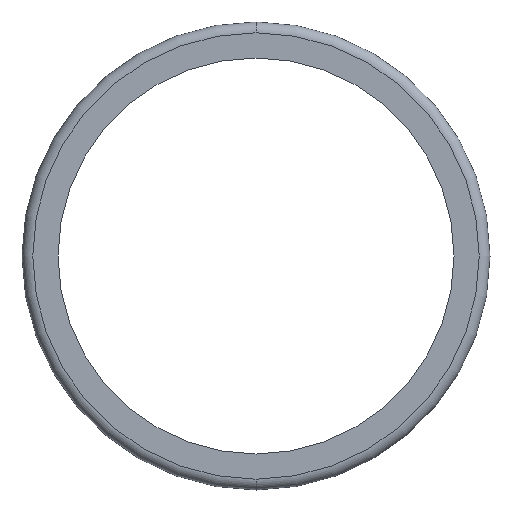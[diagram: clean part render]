
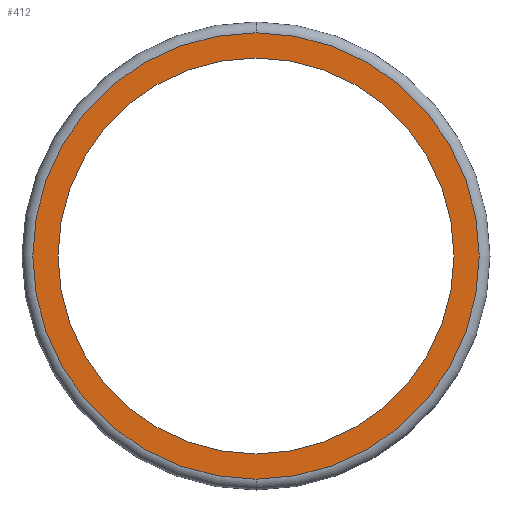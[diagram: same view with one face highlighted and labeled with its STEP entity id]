
A CAD part, left-side view. The second image highlights one B-rep face of the part: STEP entity #412.
In plain terms, the highlighted planar face has unit normal (-1, 0, 0).
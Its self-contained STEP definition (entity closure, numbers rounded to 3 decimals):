
#1=CARTESIAN_POINT('',(-2.5,0.,0.));
#2=DIRECTION('',(1.,0.,0.));
#3=DIRECTION('',(0.,0.,-1.));
#4=AXIS2_PLACEMENT_3D('',#1,#2,#3);
#14=CARTESIAN_POINT('',(-2.5,0.,0.));
#15=DIRECTION('',(-1.,0.,0.));
#16=DIRECTION('',(0.,0.,-1.));
#17=AXIS2_PLACEMENT_3D('',#14,#15,#16);
#123=CARTESIAN_POINT('',(-2.5,0.,0.));
#124=DIRECTION('',(-1.,0.,0.));
#125=DIRECTION('',(0.,0.,-1.));
#126=AXIS2_PLACEMENT_3D('',#123,#124,#125);
#138=CARTESIAN_POINT('',(-2.5,0.,0.));
#139=DIRECTION('',(-1.,0.,0.));
#140=DIRECTION('',(0.,0.,1.));
#141=AXIS2_PLACEMENT_3D('',#138,#139,#140);
#153=CARTESIAN_POINT('',(-2.5,0.,-22.));
#155=VERTEX_POINT('',#153);
#165=CARTESIAN_POINT('',(-2.5,0.,22.));
#167=VERTEX_POINT('',#165);
#185=CARTESIAN_POINT('',(-2.5,0.,24.8));
#186=CARTESIAN_POINT('',(-2.5,0.,-24.8));
#187=VERTEX_POINT('',#185);
#188=VERTEX_POINT('',#186);
#398=CARTESIAN_POINT('',(-2.5,0.,0.));
#399=DIRECTION('',(1.,0.,0.));
#400=DIRECTION('',(0.,0.,1.));
#401=AXIS2_PLACEMENT_3D('',#398,#399,#400);
#402=PLANE('',#401);
#404=ORIENTED_EDGE('',*,*,#403,.F.);
#405=ORIENTED_EDGE('',*,*,#388,.F.);
#406=EDGE_LOOP('',(#404,#405));
#407=FACE_OUTER_BOUND('',#406,.F.);
#408=ORIENTED_EDGE('',*,*,#200,.F.);
#409=ORIENTED_EDGE('',*,*,#218,.T.);
#410=EDGE_LOOP('',(#408,#409));
#411=FACE_BOUND('',#410,.F.);
#412=ADVANCED_FACE('',(#407,#411),#402,.F.);
#5=CIRCLE('',#4,22.);
#18=CIRCLE('',#17,22.);
#127=CIRCLE('',#126,24.8);
#142=CIRCLE('',#141,24.8);
#200=EDGE_CURVE('',#155,#167,#5,.T.);
#218=EDGE_CURVE('',#155,#167,#18,.T.);
#388=EDGE_CURVE('',#188,#187,#127,.T.);
#403=EDGE_CURVE('',#187,#188,#142,.T.);
